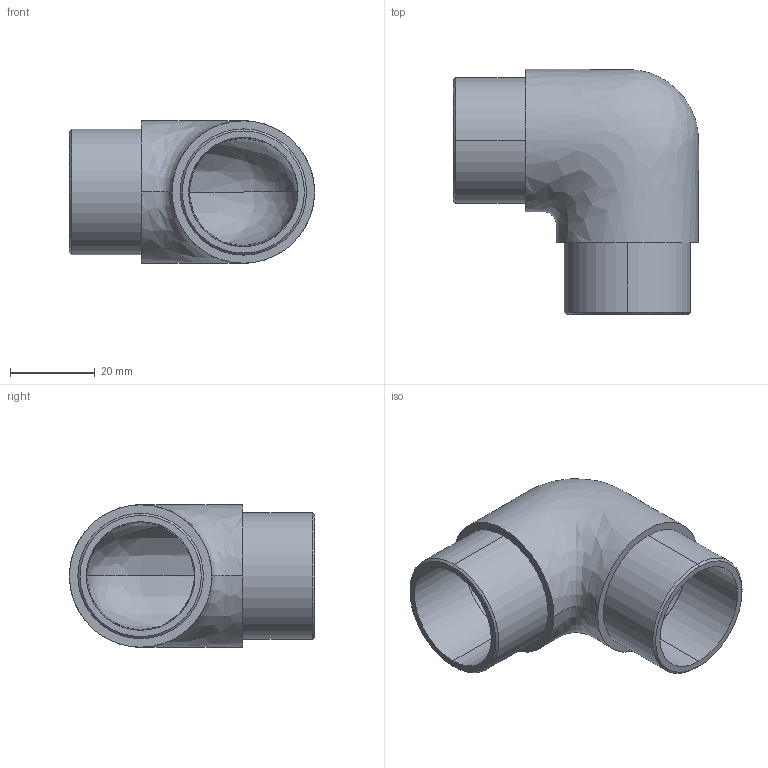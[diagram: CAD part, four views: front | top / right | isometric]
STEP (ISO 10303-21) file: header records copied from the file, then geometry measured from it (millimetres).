
FILE_DESCRIPTION (( 'STEP AP203' ), '1' );
FILE_NAME ('3D_GR-1112_33.7x2_188850880.STEP', '2024-11-07T16:52:20', ( '' ), ( '' ), 'SwSTEP 2.0', 'SolidWorks 2023', '' );
FILE_SCHEMA (( 'CONFIG_CONTROL_DESIGN' ));
Length unit declared in the file: millimetre
Products named in the file (1): 3D_GR-1112_33.7x2_188850880
Bounding box: 58 x 58 x 33.7 mm (x, y, z)
Volume: 22897.9 mm3; surface area: 15103 mm2
Topology: 1 solids, 1 shells, 21 faces, 49 edges, 33 vertices
Faces by surface type: cylinder 8, plane 5, cone 4, bspline 4
Entity records: 7791 total; most frequent: CARTESIAN_POINT 7240, ORIENTED_EDGE 98, DIRECTION 94, EDGE_CURVE 49, AXIS2_PLACEMENT_3D 41, VERTEX_POINT 33, EDGE_LOOP 26, CIRCLE 23
